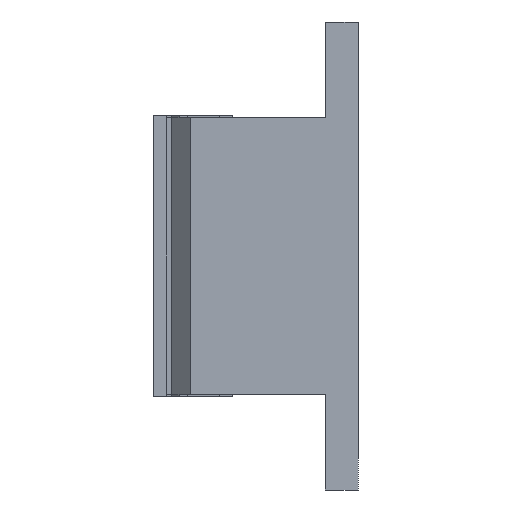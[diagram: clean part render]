
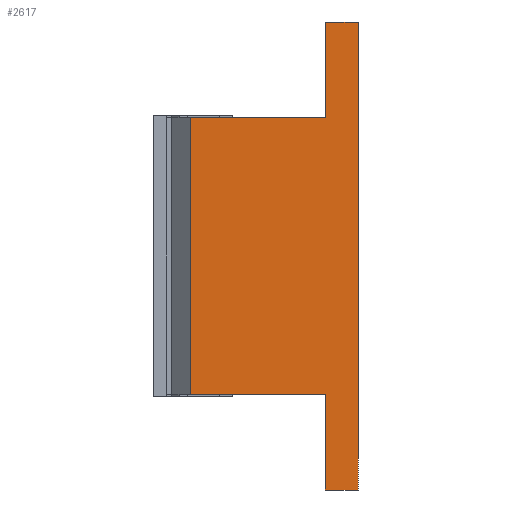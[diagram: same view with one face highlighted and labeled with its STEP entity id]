
A CAD part, left-side view. The second image highlights one B-rep face of the part: STEP entity #2617.
In plain terms, the highlighted planar face has unit normal (-1, 0, 0).
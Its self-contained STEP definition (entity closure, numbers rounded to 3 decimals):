
#8 = LINE ( 'NONE', #4002, #4150 ) ;
#22 = DIRECTION ( 'NONE',  ( 1., 0., 0. ) ) ;
#82 = LINE ( 'NONE', #2952, #799 ) ;
#186 = DIRECTION ( 'NONE',  ( 0., 0., -1. ) ) ;
#257 = CARTESIAN_POINT ( 'NONE',  ( -76.5, 9., 38. ) ) ;
#591 = CARTESIAN_POINT ( 'NONE',  ( -76.5, 9., -64. ) ) ;
#767 = ORIENTED_EDGE ( 'NONE', *, *, #5186, .F. ) ;
#799 = VECTOR ( 'NONE', #1699, 1000. ) ;
#878 = DIRECTION ( 'NONE',  ( 0., 1., 0. ) ) ;
#1005 = CARTESIAN_POINT ( 'NONE',  ( -76.5, 9., 38. ) ) ;
#1050 = ORIENTED_EDGE ( 'NONE', *, *, #4427, .F. ) ;
#1186 = CARTESIAN_POINT ( 'NONE',  ( -76.5, 0., 64. ) ) ;
#1246 = VERTEX_POINT ( 'NONE', #4717 ) ;
#1275 = CARTESIAN_POINT ( 'NONE',  ( -76.5, 9., -64. ) ) ;
#1307 = EDGE_CURVE ( 'NONE', #3939, #5141, #3281, .T. ) ;
#1382 = VERTEX_POINT ( 'NONE', #591 ) ;
#1699 = DIRECTION ( 'NONE',  ( 0., -1., 0. ) ) ;
#1935 = CARTESIAN_POINT ( 'NONE',  ( -76.5, 46., -38. ) ) ;
#2108 = EDGE_CURVE ( 'NONE', #1382, #1246, #82, .T. ) ;
#2109 = LINE ( 'NONE', #2486, #4563 ) ;
#2486 = CARTESIAN_POINT ( 'NONE',  ( -76.5, 46., -38. ) ) ;
#2491 = DIRECTION ( 'NONE',  ( 0., -1., 0. ) ) ;
#2508 = DIRECTION ( 'NONE',  ( 0., 0., -1. ) ) ;
#2533 = ORIENTED_EDGE ( 'NONE', *, *, #1307, .T. ) ;
#2617 = ADVANCED_FACE ( 'NONE', ( #4927 ), #4145, .F. ) ;
#2699 = VECTOR ( 'NONE', #4799, 1000. ) ;
#2918 = EDGE_CURVE ( 'NONE', #1246, #5063, #2974, .T. ) ;
#2947 = VECTOR ( 'NONE', #878, 1000. ) ;
#2952 = CARTESIAN_POINT ( 'NONE',  ( -76.5, 9., -64. ) ) ;
#2974 = LINE ( 'NONE', #5109, #3671 ) ;
#2995 = VECTOR ( 'NONE', #3309, 1000. ) ;
#3004 = AXIS2_PLACEMENT_3D ( 'NONE', #1275, #22, #2508 ) ;
#3176 = LINE ( 'NONE', #4878, #2699 ) ;
#3281 = LINE ( 'NONE', #4179, #4282 ) ;
#3282 = LINE ( 'NONE', #4104, #2995 ) ;
#3303 = LINE ( 'NONE', #1005, #2947 ) ;
#3309 = DIRECTION ( 'NONE',  ( 0., -1., 0. ) ) ;
#3451 = DIRECTION ( 'NONE',  ( 0., 0., 1. ) ) ;
#3588 = EDGE_CURVE ( 'NONE', #1382, #5141, #3176, .T. ) ;
#3671 = VECTOR ( 'NONE', #3451, 1000. ) ;
#3765 = EDGE_CURVE ( 'NONE', #4737, #5070, #3303, .T. ) ;
#3814 = EDGE_CURVE ( 'NONE', #5070, #3939, #2109, .T. ) ;
#3853 = ORIENTED_EDGE ( 'NONE', *, *, #3765, .T. ) ;
#3890 = ORIENTED_EDGE ( 'NONE', *, *, #3814, .T. ) ;
#3901 = CARTESIAN_POINT ( 'NONE',  ( -76.5, 9., 64. ) ) ;
#3939 = VERTEX_POINT ( 'NONE', #1935 ) ;
#4002 = CARTESIAN_POINT ( 'NONE',  ( -76.5, 9., -64. ) ) ;
#4104 = CARTESIAN_POINT ( 'NONE',  ( -76.5, 9., 64. ) ) ;
#4145 = PLANE ( 'NONE',  #3004 ) ;
#4150 = VECTOR ( 'NONE', #4913, 1000. ) ;
#4179 = CARTESIAN_POINT ( 'NONE',  ( -76.5, 9., -38. ) ) ;
#4224 = VERTEX_POINT ( 'NONE', #3901 ) ;
#4282 = VECTOR ( 'NONE', #2491, 1000. ) ;
#4427 = EDGE_CURVE ( 'NONE', #4737, #4224, #8, .T. ) ;
#4554 = EDGE_LOOP ( 'NONE', ( #3853, #3890, #2533, #5009, #4844, #5123, #767, #1050 ) ) ;
#4563 = VECTOR ( 'NONE', #186, 1000. ) ;
#4717 = CARTESIAN_POINT ( 'NONE',  ( -76.5, 0., -64. ) ) ;
#4737 = VERTEX_POINT ( 'NONE', #257 ) ;
#4799 = DIRECTION ( 'NONE',  ( 0., 0., 1. ) ) ;
#4844 = ORIENTED_EDGE ( 'NONE', *, *, #2108, .T. ) ;
#4878 = CARTESIAN_POINT ( 'NONE',  ( -76.5, 9., -64. ) ) ;
#4882 = CARTESIAN_POINT ( 'NONE',  ( -76.5, 46., 38. ) ) ;
#4913 = DIRECTION ( 'NONE',  ( 0., 0., 1. ) ) ;
#4927 = FACE_OUTER_BOUND ( 'NONE', #4554, .T. ) ;
#5009 = ORIENTED_EDGE ( 'NONE', *, *, #3588, .F. ) ;
#5063 = VERTEX_POINT ( 'NONE', #1186 ) ;
#5070 = VERTEX_POINT ( 'NONE', #4882 ) ;
#5109 = CARTESIAN_POINT ( 'NONE',  ( -76.5, 0., -64. ) ) ;
#5123 = ORIENTED_EDGE ( 'NONE', *, *, #2918, .T. ) ;
#5141 = VERTEX_POINT ( 'NONE', #5236 ) ;
#5186 = EDGE_CURVE ( 'NONE', #4224, #5063, #3282, .T. ) ;
#5236 = CARTESIAN_POINT ( 'NONE',  ( -76.5, 9., -38. ) ) ;
